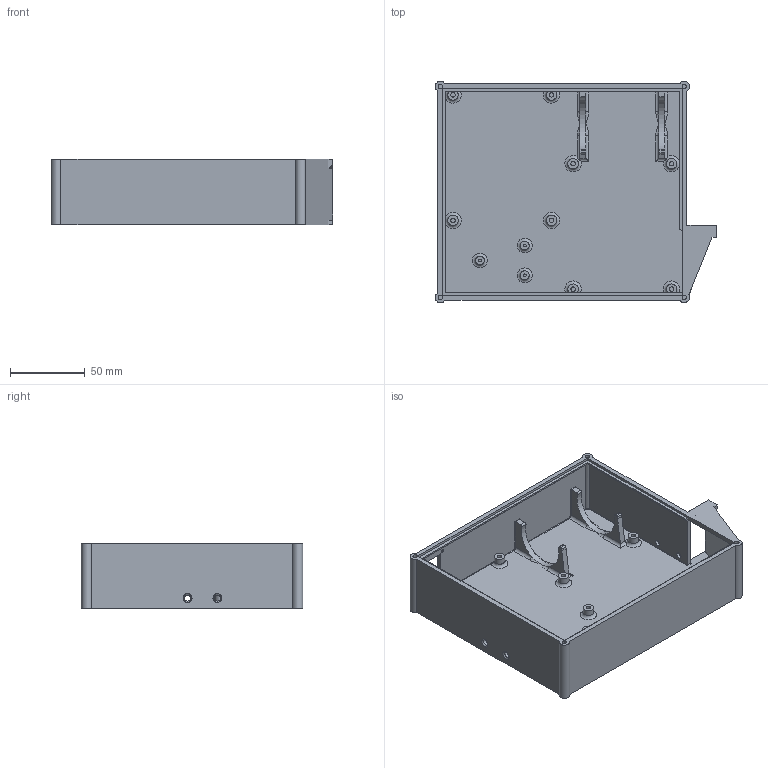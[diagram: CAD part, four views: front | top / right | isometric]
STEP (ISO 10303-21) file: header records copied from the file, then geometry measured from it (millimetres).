
FILE_DESCRIPTION(/* description */ (''),/* implementation_level */ '2;1');
FILE_NAME(/* name */ 'FireLordCaseBody.step',/* time_stamp */ '2025-10-29T15:55:47-08:00',/* author */ (''),/* organization */ (''),/* preprocessor_version */ 'ST-DEVELOPER v20.1',/* originating_system */ 'Autodesk Translation Framework v14.17.0.0',/* authorisation */ '');
FILE_SCHEMA (('AUTOMOTIVE_DESIGN { 1 0 10303 214 3 1 1 }'));
Length unit declared in the file: millimetre
Products named in the file (2): FireLordCase; 2025-10-29-12-12-20-512
Assembly tree (1 placements, depth 2):
  FireLordCase
    2025-10-29-12-12-20-512
Bounding box: 188.14 x 147.89 x 43.5 mm (x, y, z)
Volume: 158295.6 mm3; surface area: 107109 mm2
Topology: 1 solids, 1 shells, 219 faces, 524 edges, 323 vertices
Faces by surface type: cylinder 93, plane 88, torus 23, bspline 15
Full cylindrical faces by diameter (mm): 1.9 x11, 3 x12, 4 x4, 5.9 x3, 7 x8
Entity records: 7346 total; most frequent: CARTESIAN_POINT 2138, DIRECTION 1129, ORIENTED_EDGE 1032, EDGE_CURVE 516, AXIS2_PLACEMENT_3D 442, VERTEX_POINT 323, EDGE_LOOP 259, LINE 245
